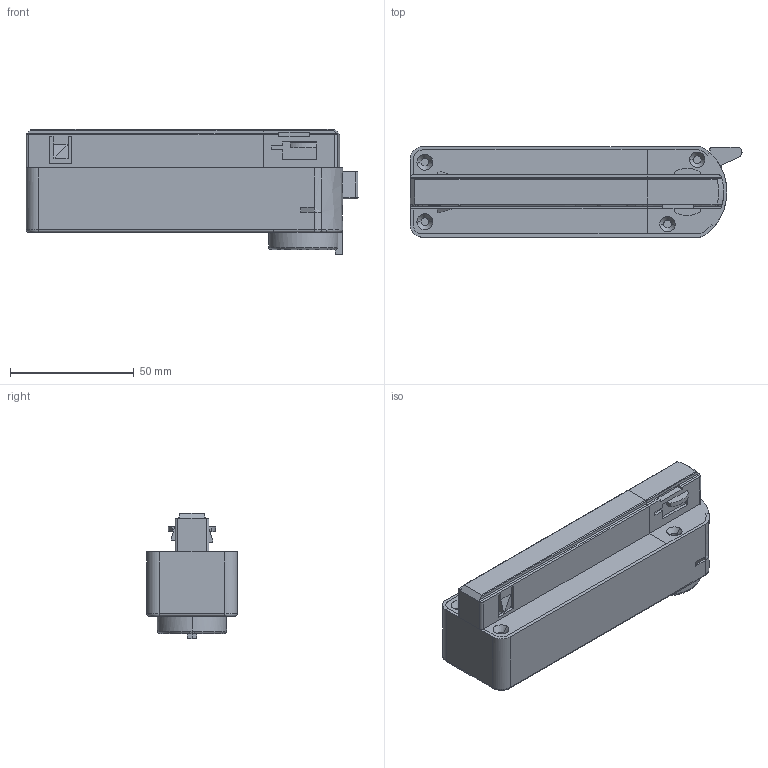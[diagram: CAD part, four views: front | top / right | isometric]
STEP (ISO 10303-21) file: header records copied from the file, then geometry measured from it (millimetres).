
FILE_DESCRIPTION(/* description */ (''),/* implementation_level */ '2;1');
FILE_NAME(/* name */ 'FDS-21~3',/* time_stamp */ '2023-06-23T15:35:06+08:00',/* author */ (''),/* organization */ (''),/* preprocessor_version */ 'ST-DEVELOPER v16.5',/* originating_system */ '',/* authorisation */ '');
FILE_SCHEMA (('AUTOMOTIVE_DESIGN'));
Length unit declared in the file: millimetre
Products named in the file (1): Document
Bounding box: 134.09 x 36.5 x 50.5 mm (x, y, z)
Surface area: 23129.2 mm2 (no closed solid volume)
Topology: 0 solids, 1 shells, 188 faces, 471 edges, 293 vertices
Faces by surface type: plane 113, bspline 75
Entity records: 6772 total; most frequent: CARTESIAN_POINT 3781, ORIENTED_EDGE 936, EDGE_CURVE 471, B_SPLINE_CURVE_WITH_KNOTS 340, VERTEX_POINT 293, EDGE_LOOP 199, ADVANCED_FACE 188, FACE_OUTER_BOUND 188
